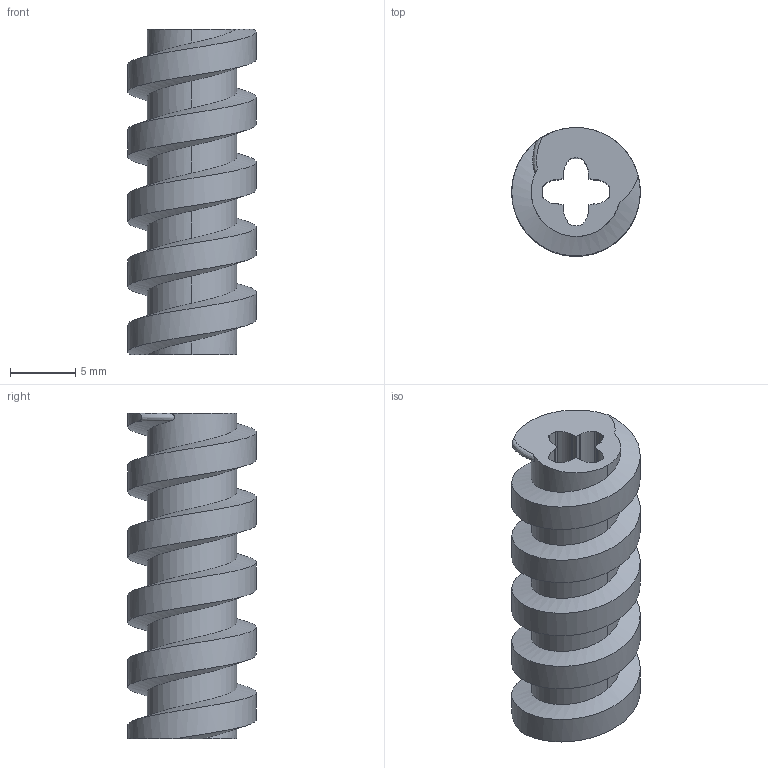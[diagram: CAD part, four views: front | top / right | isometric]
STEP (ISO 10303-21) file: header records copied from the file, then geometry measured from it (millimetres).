
FILE_DESCRIPTION (( 'STEP AP214' ), '1' );
FILE_NAME ('750-0999-074 Rev2.STEP', '2022-10-26T23:57:01', ( '' ), ( '' ), 'SwSTEP 2.0', 'SolidWorks 2021', '' );
FILE_SCHEMA (( 'AUTOMOTIVE_DESIGN' ));
Length unit declared in the file: millimetre
Products named in the file (1): 750-0999-074 Rev2
Bounding box: 9.87 x 9.87 x 25 mm (x, y, z)
Volume: 1052.8 mm3; surface area: 1467.4 mm2
Topology: 1 solids, 1 shells, 58 faces, 168 edges, 112 vertices
Faces by surface type: cylinder 43, bspline 13, plane 2
Entity records: 3791 total; most frequent: CARTESIAN_POINT 2326, ORIENTED_EDGE 336, DIRECTION 274, EDGE_CURVE 168, VERTEX_POINT 112, AXIS2_PLACEMENT_3D 112, CIRCLE 66, EDGE_LOOP 60
